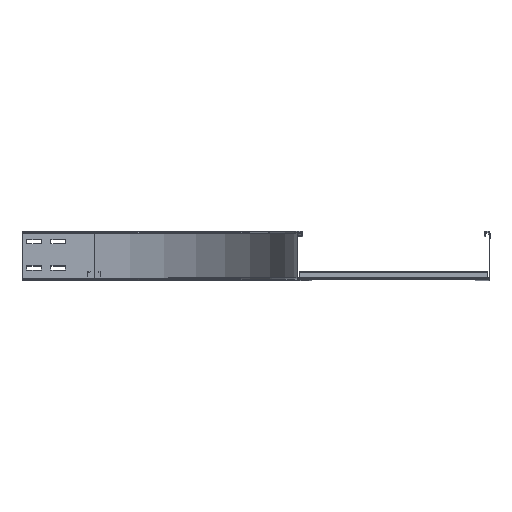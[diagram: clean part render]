
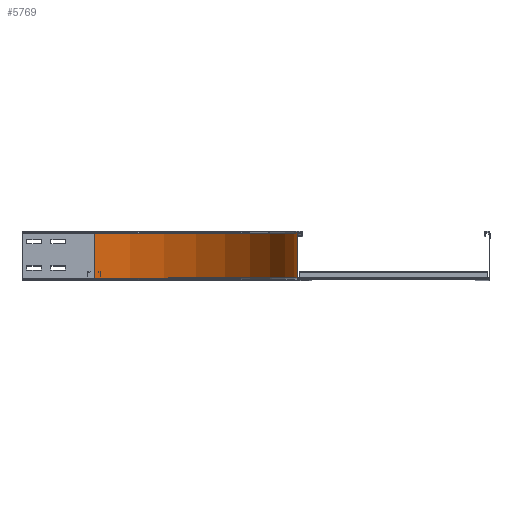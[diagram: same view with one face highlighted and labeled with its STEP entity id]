
A CAD part, top view. The second image highlights one B-rep face of the part: STEP entity #5769.
In plain terms, the highlighted cylindrical face has radius 420 mm (diameter 840 mm), a partial arc.
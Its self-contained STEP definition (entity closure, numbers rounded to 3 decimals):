
#180=CIRCLE('',#6228,420.);
#182=CIRCLE('',#6231,420.);
#280=CYLINDRICAL_SURFACE('',#6230,420.);
#378=FACE_OUTER_BOUND('',#722,.T.);
#722=EDGE_LOOP('',(#4052,#4053,#4054,#4055));
#1173=LINE('',#8459,#1879);
#1204=LINE('',#8544,#1910);
#1879=VECTOR('',#6809,10.);
#1910=VECTOR('',#6896,10.);
#2554=VERTEX_POINT('',#8452);
#2556=VERTEX_POINT('',#8458);
#2581=VERTEX_POINT('',#8538);
#2582=VERTEX_POINT('',#8542);
#3087=EDGE_CURVE('',#2554,#2556,#1173,.T.);
#3127=EDGE_CURVE('',#2581,#2554,#180,.T.);
#3129=EDGE_CURVE('',#2582,#2556,#182,.T.);
#3130=EDGE_CURVE('',#2581,#2582,#1204,.T.);
#4052=ORIENTED_EDGE('',*,*,#3087,.T.);
#4053=ORIENTED_EDGE('',*,*,#3129,.F.);
#4054=ORIENTED_EDGE('',*,*,#3130,.F.);
#4055=ORIENTED_EDGE('',*,*,#3127,.T.);
#5769=ADVANCED_FACE('',(#378),#280,.F.);
#6228=AXIS2_PLACEMENT_3D('',#8539,#6888,#6889);
#6230=AXIS2_PLACEMENT_3D('',#8541,#6892,#6893);
#6231=AXIS2_PLACEMENT_3D('',#8543,#6894,#6895);
#6809=DIRECTION('',(0.,1.,0.));
#6888=DIRECTION('center_axis',(0.,-1.,0.));
#6889=DIRECTION('ref_axis',(-1.,0.,0.));
#6892=DIRECTION('center_axis',(0.,-1.,0.));
#6893=DIRECTION('ref_axis',(-1.,0.,0.));
#6894=DIRECTION('center_axis',(0.,-1.,0.));
#6895=DIRECTION('ref_axis',(-1.,0.,0.));
#6896=DIRECTION('',(0.,1.,0.));
#8452=CARTESIAN_POINT('',(451.,4.,-420.));
#8458=CARTESIAN_POINT('',(451.,96.,-420.));
#8459=CARTESIAN_POINT('',(451.,96.,-420.));
#8538=CARTESIAN_POINT('',(31.,4.,0.));
#8539=CARTESIAN_POINT('Origin',(451.,4.,0.));
#8541=CARTESIAN_POINT('Origin',(451.,45.192,0.));
#8542=CARTESIAN_POINT('',(31.,96.,0.));
#8543=CARTESIAN_POINT('Origin',(451.,96.,0.));
#8544=CARTESIAN_POINT('',(31.,-27.524,0.));
